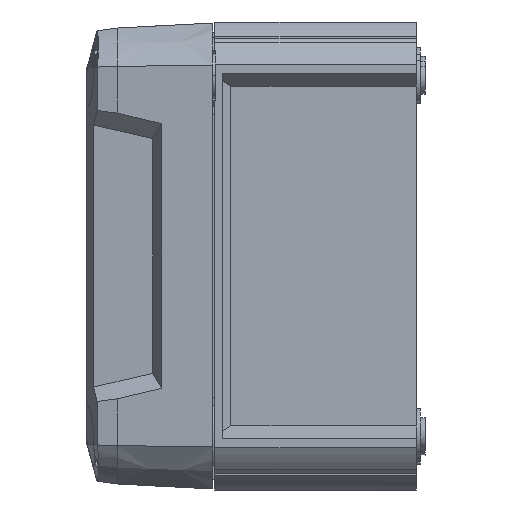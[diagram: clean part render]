
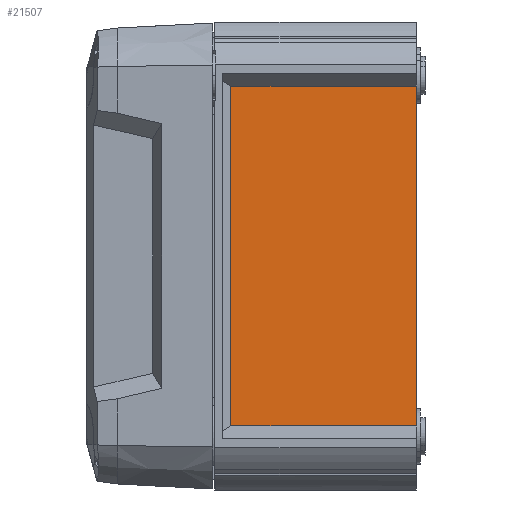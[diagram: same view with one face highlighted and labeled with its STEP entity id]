
A CAD part, left-side view. The second image highlights one B-rep face of the part: STEP entity #21507.
In plain terms, the highlighted planar face has unit normal (-1, 0, 0).
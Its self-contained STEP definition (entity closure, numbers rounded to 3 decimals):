
#778 = LINE ( 'NONE', #5108, #29125 ) ;
#1064 = LINE ( 'NONE', #16748, #16117 ) ;
#2485 = CARTESIAN_POINT ( 'NONE',  ( -69.892, 48.35, 42.347 ) ) ;
#2728 = PLANE ( 'NONE',  #2956 ) ;
#2956 = AXIS2_PLACEMENT_3D ( 'NONE', #2485, #11092, #32498 ) ;
#3401 = CARTESIAN_POINT ( 'NONE',  ( -69.892, 46.24, -42.347 ) ) ;
#4019 = VERTEX_POINT ( 'NONE', #12240 ) ;
#5108 = CARTESIAN_POINT ( 'NONE',  ( -69.892, 0., 42.347 ) ) ;
#5334 = EDGE_CURVE ( 'NONE', #18890, #30272, #1064, .T. ) ;
#5710 = DIRECTION ( 'NONE',  ( 0., -1., 0. ) ) ;
#5955 = LINE ( 'NONE', #35452, #6813 ) ;
#6150 = DIRECTION ( 'NONE',  ( 0., 0., -1. ) ) ;
#6813 = VECTOR ( 'NONE', #16549, 1000. ) ;
#9796 = EDGE_CURVE ( 'NONE', #35366, #30272, #778, .T. ) ;
#9851 = LINE ( 'NONE', #3401, #30903 ) ;
#11092 = DIRECTION ( 'NONE',  ( 1., 0., 0. ) ) ;
#12240 = CARTESIAN_POINT ( 'NONE',  ( -69.892, 46.24, -42.347 ) ) ;
#12556 = ORIENTED_EDGE ( 'NONE', *, *, #32900, .T. ) ;
#16117 = VECTOR ( 'NONE', #5710, 1000. ) ;
#16549 = DIRECTION ( 'NONE',  ( 0., -1., 0. ) ) ;
#16748 = CARTESIAN_POINT ( 'NONE',  ( -69.892, 48.35, 42.347 ) ) ;
#17060 = ORIENTED_EDGE ( 'NONE', *, *, #33253, .T. ) ;
#17521 = ORIENTED_EDGE ( 'NONE', *, *, #5334, .F. ) ;
#18890 = VERTEX_POINT ( 'NONE', #22493 ) ;
#20267 = EDGE_LOOP ( 'NONE', ( #17521, #12556, #17060, #34550 ) ) ;
#21261 = FACE_OUTER_BOUND ( 'NONE', #20267, .T. ) ;
#21507 = ADVANCED_FACE ( 'NONE', ( #21261 ), #2728, .F. ) ;
#21747 = CARTESIAN_POINT ( 'NONE',  ( -69.892, 0., -42.347 ) ) ;
#22493 = CARTESIAN_POINT ( 'NONE',  ( -69.892, 46.24, 42.347 ) ) ;
#24549 = DIRECTION ( 'NONE',  ( 0., 0., 1. ) ) ;
#28560 = CARTESIAN_POINT ( 'NONE',  ( -69.892, 0., 42.347 ) ) ;
#29125 = VECTOR ( 'NONE', #24549, 1000. ) ;
#30272 = VERTEX_POINT ( 'NONE', #28560 ) ;
#30903 = VECTOR ( 'NONE', #6150, 1000. ) ;
#32498 = DIRECTION ( 'NONE',  ( 0., 0., -1. ) ) ;
#32900 = EDGE_CURVE ( 'NONE', #18890, #4019, #9851, .T. ) ;
#33253 = EDGE_CURVE ( 'NONE', #4019, #35366, #5955, .T. ) ;
#34550 = ORIENTED_EDGE ( 'NONE', *, *, #9796, .T. ) ;
#35366 = VERTEX_POINT ( 'NONE', #21747 ) ;
#35452 = CARTESIAN_POINT ( 'NONE',  ( -69.892, 48.35, -42.347 ) ) ;
